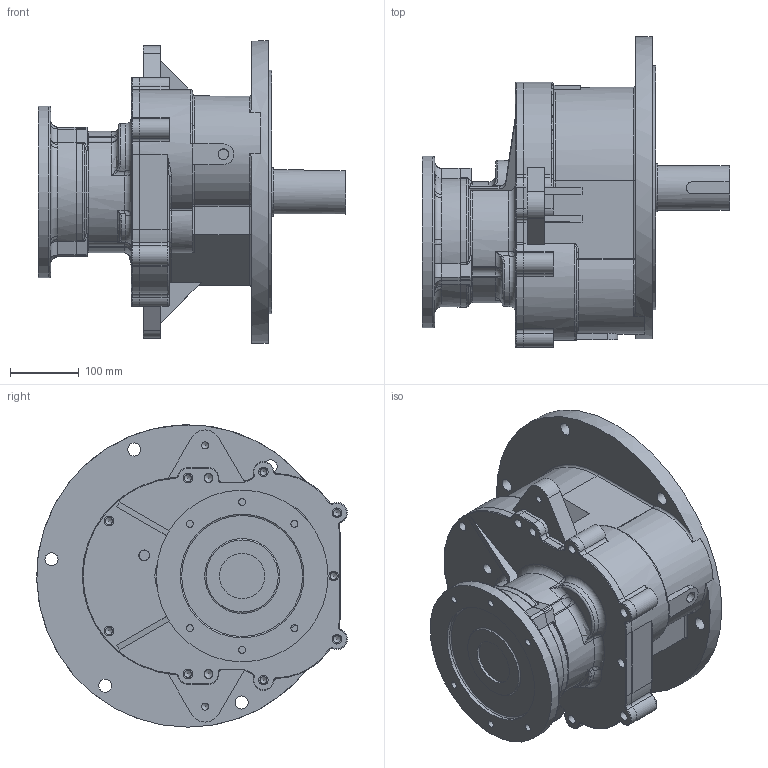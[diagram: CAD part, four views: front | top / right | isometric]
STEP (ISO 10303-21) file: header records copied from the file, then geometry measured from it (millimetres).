
FILE_DESCRIPTION (( 'STEP AP214' ), '1' );
FILE_NAME ('EK2DO07897H001_F1VF_2.2KW_R75.stp', '2022-07-04T06:23:21', ( 'Windows 餌辨濠' ), ( '' ), 'SwSTEP 2.0', 'SolidWorks 2021', '' );
FILE_SCHEMA (( 'AUTOMOTIVE_DESIGN' ));
Length unit declared in the file: millimetre
Products named in the file (5): DKA0800230_BRACKET; EK2DO07897H001_F1VF_2.2KW_R75; DKG1300340__2.2; DKA0102470_CASING; 23_2.2KW
Assembly tree (4 placements, depth 2):
  EK2DO07897H001_F1VF_2.2KW_R75
    DKA0102470_CASING
    DKA0800230_BRACKET
    23_2.2KW
    DKG1300340__2.2
Bounding box: 447.5 x 451.98 x 440 mm (x, y, z)
Volume: 21312104.4 mm3; surface area: 1152594.4 mm2
Topology: 4 solids, 4 shells, 633 faces, 1666 edges, 1032 vertices
Faces by surface type: cylinder 284, plane 145, torus 104, bspline 65, cone 25, sphere 10
Full cylindrical faces by diameter (mm): 2.7 x2, 6.8 x3, 9 x3, 10.2 x17, 13 x4, 14 x9, 19 x6, 65 x1, 66 x1, 70 x1, 180 x1, 250 x1, 335 x1, 355 x1, 440 x1
Entity records: 23399 total; most frequent: CARTESIAN_POINT 7875, DIRECTION 3263, ORIENTED_EDGE 3070, EDGE_CURVE 1535, AXIS2_PLACEMENT_3D 1378, VERTEX_POINT 995, CIRCLE 803, EDGE_LOOP 772
